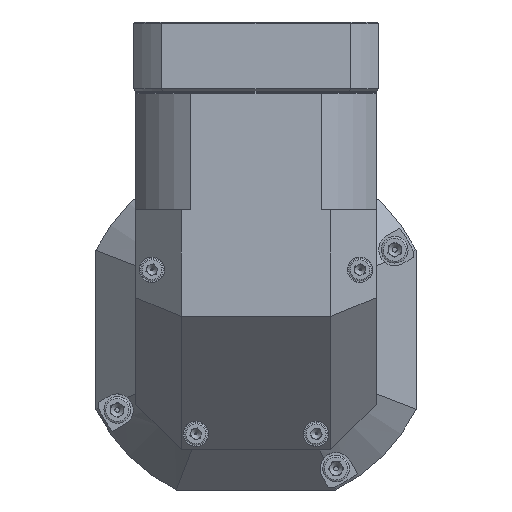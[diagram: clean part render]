
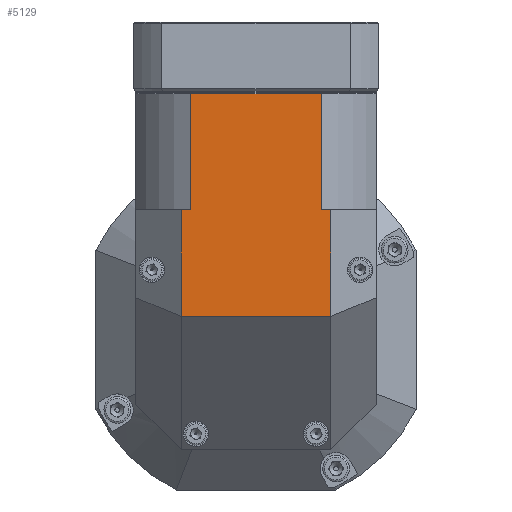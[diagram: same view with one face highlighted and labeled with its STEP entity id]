
A CAD part, front view. The second image highlights one B-rep face of the part: STEP entity #5129.
In plain terms, the highlighted planar face has unit normal (0, -1, 0).
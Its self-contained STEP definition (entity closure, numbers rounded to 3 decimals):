
#5058=CARTESIAN_POINT('',(-45.0,-45.0,88.8));
#5059=DIRECTION('',(0.0,-1.0,0.0));
#5060=DIRECTION('',(0.0,0.0,-1.0));
#5061=AXIS2_PLACEMENT_3D('',#5058,#5059,#5060);
#5062=PLANE('',#5061);
#5063=CARTESIAN_POINT('',(24.527,-45.0,45.));
#5064=VERTEX_POINT('',#5063);
#5065=CARTESIAN_POINT('',(24.527,-45.0,88.5));
#5066=VERTEX_POINT('',#5065);
#5067=CARTESIAN_POINT('',(24.527,-45.0,45.));
#5068=DIRECTION('',(0.0,0.0,1.0));
#5069=VECTOR('',#5068,43.5);
#5070=LINE('',#5067,#5069);
#5071=EDGE_CURVE('',#5064,#5066,#5070,.T.);
#5072=ORIENTED_EDGE('',*,*,#5071,.T.);
#5073=CARTESIAN_POINT('',(-24.527,-45.0,88.5));
#5074=VERTEX_POINT('',#5073);
#5075=CARTESIAN_POINT('',(24.527,-45.0,88.5));
#5076=DIRECTION('',(-1.0,0.0,0.0));
#5077=VECTOR('',#5076,49.054);
#5078=LINE('',#5075,#5077);
#5079=EDGE_CURVE('',#5066,#5074,#5078,.T.);
#5080=ORIENTED_EDGE('',*,*,#5079,.T.);
#5081=CARTESIAN_POINT('',(-24.527,-45.0,45.));
#5082=VERTEX_POINT('',#5081);
#5083=CARTESIAN_POINT('',(-24.527,-45.0,45.));
#5084=DIRECTION('',(0.0,0.0,1.0));
#5085=VECTOR('',#5084,43.5);
#5086=LINE('',#5083,#5085);
#5087=EDGE_CURVE('',#5082,#5074,#5086,.T.);
#5088=ORIENTED_EDGE('',*,*,#5087,.F.);
#5089=CARTESIAN_POINT('',(-28.,-45.0,45.));
#5090=VERTEX_POINT('',#5089);
#5091=CARTESIAN_POINT('',(-24.527,-45.0,45.));
#5092=DIRECTION('',(-1.0,0.0,0.0));
#5093=VECTOR('',#5092,3.473);
#5094=LINE('',#5091,#5093);
#5095=EDGE_CURVE('',#5082,#5090,#5094,.T.);
#5096=ORIENTED_EDGE('',*,*,#5095,.T.);
#5097=CARTESIAN_POINT('',(-28.,-45.0,5.));
#5098=VERTEX_POINT('',#5097);
#5099=CARTESIAN_POINT('',(-28.,-45.0,45.));
#5100=DIRECTION('',(0.0,0.0,-1.0));
#5101=VECTOR('',#5100,40.);
#5102=LINE('',#5099,#5101);
#5103=EDGE_CURVE('',#5090,#5098,#5102,.T.);
#5104=ORIENTED_EDGE('',*,*,#5103,.T.);
#5105=CARTESIAN_POINT('',(28.,-45.0,5.));
#5106=VERTEX_POINT('',#5105);
#5107=CARTESIAN_POINT('',(-28.,-45.0,5.));
#5108=DIRECTION('',(1.0,0.0,0.0));
#5109=VECTOR('',#5108,56.);
#5110=LINE('',#5107,#5109);
#5111=EDGE_CURVE('',#5098,#5106,#5110,.T.);
#5112=ORIENTED_EDGE('',*,*,#5111,.T.);
#5113=CARTESIAN_POINT('',(28.,-45.0,45.));
#5114=VERTEX_POINT('',#5113);
#5115=CARTESIAN_POINT('',(28.,-45.0,5.));
#5116=DIRECTION('',(0.0,0.0,1.0));
#5117=VECTOR('',#5116,40.);
#5118=LINE('',#5115,#5117);
#5119=EDGE_CURVE('',#5106,#5114,#5118,.T.);
#5120=ORIENTED_EDGE('',*,*,#5119,.T.);
#5121=CARTESIAN_POINT('',(28.,-45.0,45.));
#5122=DIRECTION('',(-1.0,0.0,0.0));
#5123=VECTOR('',#5122,3.473);
#5124=LINE('',#5121,#5123);
#5125=EDGE_CURVE('',#5114,#5064,#5124,.T.);
#5126=ORIENTED_EDGE('',*,*,#5125,.T.);
#5127=EDGE_LOOP('',(#5072,#5080,#5088,#5096,#5104,#5112,#5120,#5126));
#5128=FACE_OUTER_BOUND('',#5127,.T.);
#5129=ADVANCED_FACE('',(#5128),#5062,.T.);
